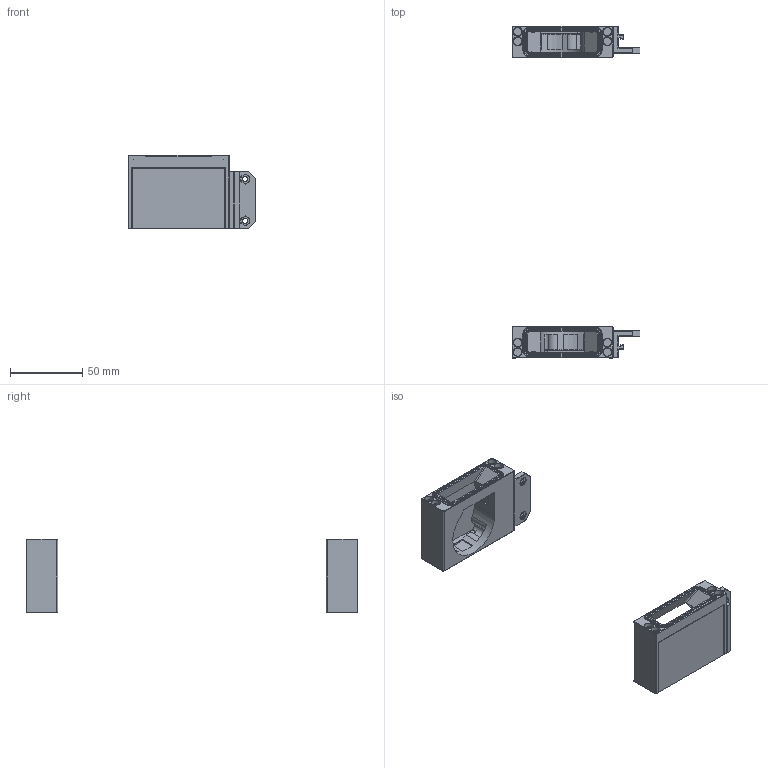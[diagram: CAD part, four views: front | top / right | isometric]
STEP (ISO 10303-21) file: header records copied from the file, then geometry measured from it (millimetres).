
FILE_DESCRIPTION(/* description */ (''),/* implementation_level */ '2;1');
FILE_NAME(/* name */ 'ZeroFilter 4020 Mod.step',/* time_stamp */ '2022-11-10T18:25:52+05:30',/* author */ (''),/* organization */ (''),/* preprocessor_version */ 'ST-DEVELOPER v19.2',/* originating_system */ 'Autodesk Translation Framework v11.17.0.187',/* authorisation */ '');
FILE_SCHEMA (('AUTOMOTIVE_DESIGN { 1 0 10303 214 3 1 1 }'));
Length unit declared in the file: millimetre
Products named in the file (2): Zero filter 4020 mod; 4020 Filter
Assembly tree (1 placements, depth 2):
  Zero filter 4020 mod
    4020 Filter
Bounding box: 88.7 x 230 x 51 mm (x, y, z)
Volume: 88365 mm3; surface area: 48699.1 mm2
Topology: 6 solids, 6 shells, 790 faces, 1917 edges, 1180 vertices
Faces by surface type: plane 512, cylinder 124, cone 98, bspline 48, torus 8
Full cylindrical faces by diameter (mm): 2 x4, 3 x4, 3.1 x4, 3.5 x4, 4.6 x8, 5.7 x8, 6 x8, 6.2 x8
Entity records: 23220 total; most frequent: CARTESIAN_POINT 4910, ORIENTED_EDGE 3822, DIRECTION 3635, EDGE_CURVE 1911, LINE 1373, VECTOR 1373, VERTEX_POINT 1180, AXIS2_PLACEMENT_3D 1131
